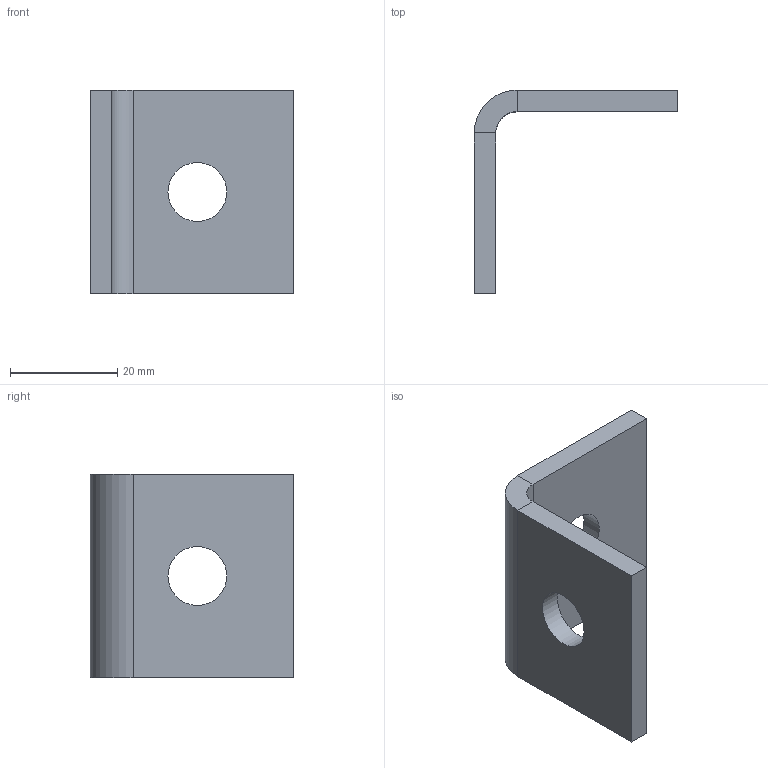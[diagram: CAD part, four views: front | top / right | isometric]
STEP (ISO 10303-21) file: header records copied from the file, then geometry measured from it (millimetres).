
FILE_DESCRIPTION((''),'2;1');
FILE_NAME('Montagewinkel V2A kurz 118854.stp','2010-07-13T10:30:51',('DMK009'),(''),'Autodesk Inventor 2010','Autodesk Inventor 2010','');
FILE_SCHEMA(('AUTOMOTIVE_DESIGN { 1 0 10303 214 1 1 1 1 }'));
Length unit declared in the file: millimetre
Products named in the file (1): Montagewinkel V2A kurz 118854
Bounding box: 38 x 38 x 38 mm (x, y, z)
Volume: 9792.4 mm3; surface area: 6031.9 mm2
Topology: 1 solids, 1 shells, 16 faces, 36 edges, 22 vertices
Faces by surface type: plane 12, bspline 2, cylinder 2
Entity records: 472 total; most frequent: CARTESIAN_POINT 103, DIRECTION 70, ORIENTED_EDGE 64, EDGE_CURVE 32, VECTOR 24, LINE 24, AXIS2_PLACEMENT_3D 23, EDGE_LOOP 22
